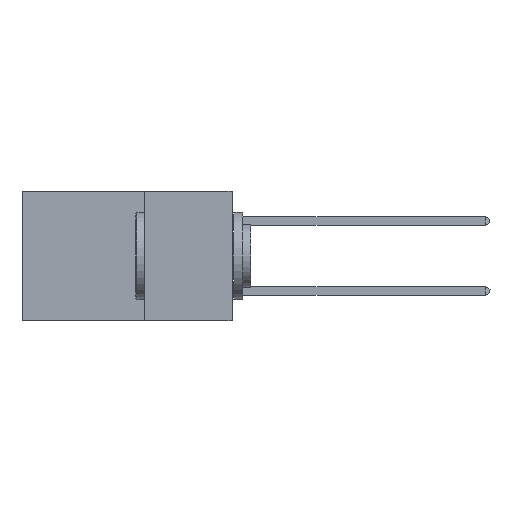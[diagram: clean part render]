
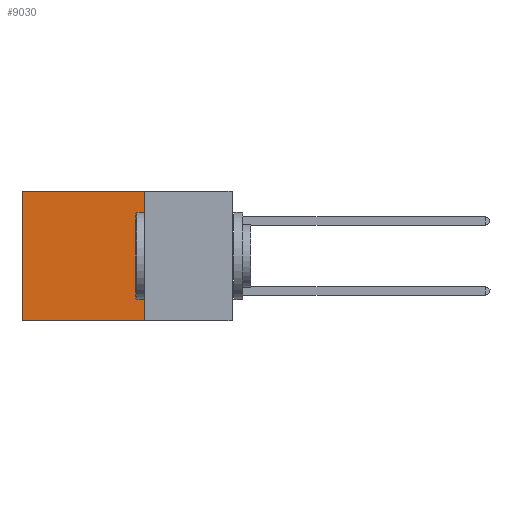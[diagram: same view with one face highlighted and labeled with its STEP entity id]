
A CAD part, left-side view. The second image highlights one B-rep face of the part: STEP entity #9030.
In plain terms, the highlighted planar face has unit normal (-1, 0, 0).
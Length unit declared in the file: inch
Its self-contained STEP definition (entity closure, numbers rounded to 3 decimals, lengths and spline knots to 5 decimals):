
#441 = EDGE_CURVE ( 'NONE', #4885, #14684, #6595, .T. ) ;
#477 = ORIENTED_EDGE ( 'NONE', *, *, #17804, .T. ) ;
#560 = CARTESIAN_POINT ( 'NONE',  ( 0.2875, 0.6, -0.37 ) ) ;
#595 = CARTESIAN_POINT ( 'NONE',  ( 0.2875, 0.25, 0. ) ) ;
#714 = FACE_OUTER_BOUND ( 'NONE', #11737, .T. ) ;
#1108 = VECTOR ( 'NONE', #4495, 39.37008 ) ;
#1681 = ORIENTED_EDGE ( 'NONE', *, *, #441, .T. ) ;
#2447 = VERTEX_POINT ( 'NONE', #8489 ) ;
#4495 = DIRECTION ( 'NONE',  ( 0., 1., 0. ) ) ;
#4560 = CARTESIAN_POINT ( 'NONE',  ( 0.2875, 0.6, 0. ) ) ;
#4885 = VERTEX_POINT ( 'NONE', #4560 ) ;
#5524 = ORIENTED_EDGE ( 'NONE', *, *, #17005, .F. ) ;
#5564 = DIRECTION ( 'NONE',  ( 0., 0., -1. ) ) ;
#6135 = EDGE_CURVE ( 'NONE', #13050, #2447, #10871, .T. ) ;
#6180 = DIRECTION ( 'NONE',  ( 0., 0., -1. ) ) ;
#6433 = VECTOR ( 'NONE', #13738, 39.37008 ) ;
#6595 = LINE ( 'NONE', #9970, #9312 ) ;
#7008 = LINE ( 'NONE', #14024, #8805 ) ;
#7032 = ORIENTED_EDGE ( 'NONE', *, *, #6135, .F. ) ;
#8445 = DIRECTION ( 'NONE',  ( 0., 1., 0. ) ) ;
#8489 = CARTESIAN_POINT ( 'NONE',  ( 0.2875, 0.25, -0.37 ) ) ;
#8805 = VECTOR ( 'NONE', #8445, 39.37008 ) ;
#8974 = PLANE ( 'NONE',  #10427 ) ;
#9030 = ADVANCED_FACE ( 'NONE', ( #714 ), #8974, .F. ) ;
#9312 = VECTOR ( 'NONE', #5564, 39.37008 ) ;
#9970 = CARTESIAN_POINT ( 'NONE',  ( 0.2875, 0.6, 0. ) ) ;
#10394 = DIRECTION ( 'NONE',  ( 1., 0., 0. ) ) ;
#10427 = AXIS2_PLACEMENT_3D ( 'NONE', #595, #10394, #6180 ) ;
#10579 = CARTESIAN_POINT ( 'NONE',  ( 0.2875, 0.25, 0. ) ) ;
#10871 = LINE ( 'NONE', #10579, #6433 ) ;
#11366 = CARTESIAN_POINT ( 'NONE',  ( 0.2875, 0.25, 0. ) ) ;
#11734 = CARTESIAN_POINT ( 'NONE',  ( 0.2875, 0.25, 0. ) ) ;
#11737 = EDGE_LOOP ( 'NONE', ( #1681, #5524, #7032, #477 ) ) ;
#12937 = LINE ( 'NONE', #11734, #1108 ) ;
#13050 = VERTEX_POINT ( 'NONE', #11366 ) ;
#13738 = DIRECTION ( 'NONE',  ( 0., 0., -1. ) ) ;
#14024 = CARTESIAN_POINT ( 'NONE',  ( 0.2875, 0.25, -0.37 ) ) ;
#14684 = VERTEX_POINT ( 'NONE', #560 ) ;
#17005 = EDGE_CURVE ( 'NONE', #2447, #14684, #7008, .T. ) ;
#17804 = EDGE_CURVE ( 'NONE', #13050, #4885, #12937, .T. ) ;
